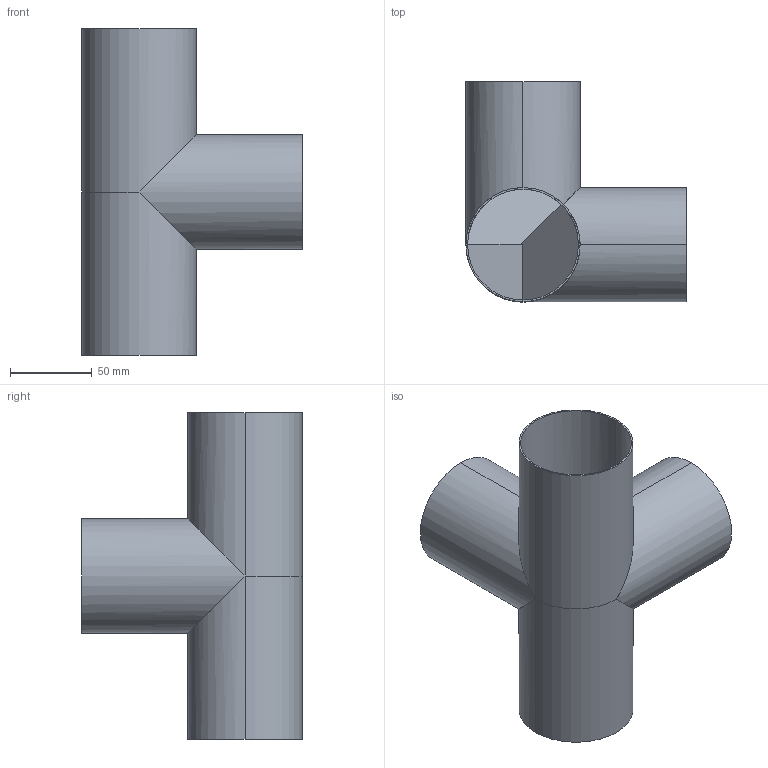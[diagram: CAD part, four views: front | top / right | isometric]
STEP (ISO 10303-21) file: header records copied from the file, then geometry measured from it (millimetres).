
FILE_DESCRIPTION (( 'STEP AP214' ), '1' );
FILE_NAME ('Doppel T-Stueck.STEP', '2014-07-25T14:29:54', ( '' ), ( '' ), 'SwSTEP 2.0', 'SolidWorks 2014', '' );
FILE_SCHEMA (( 'AUTOMOTIVE_DESIGN' ));
Length unit declared in the file: millimetre
Products named in the file (1): Doppel T-Stueck
Bounding box: 135 x 135 x 200 mm (x, y, z)
Surface area: 165944.4 mm2 (no closed solid volume)
Topology: 0 solids, 3 shells, 40 faces, 92 edges, 57 vertices
Faces by surface type: plane 24, cylinder 16
Entity records: 1159 total; most frequent: CARTESIAN_POINT 286, ORIENTED_EDGE 180, DIRECTION 164, EDGE_CURVE 92, AXIS2_PLACEMENT_3D 63, VERTEX_POINT 57, EDGE_LOOP 44, ADVANCED_FACE 40
